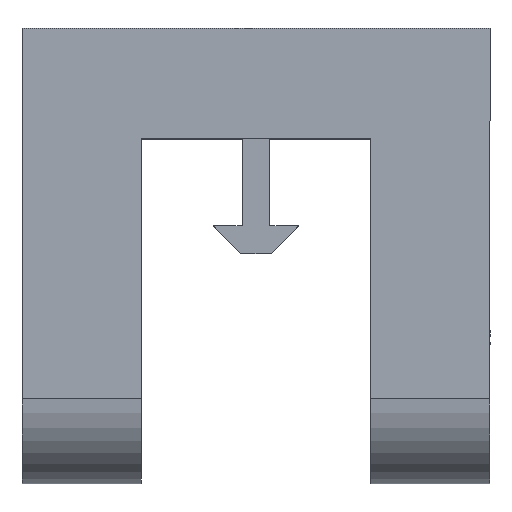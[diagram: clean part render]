
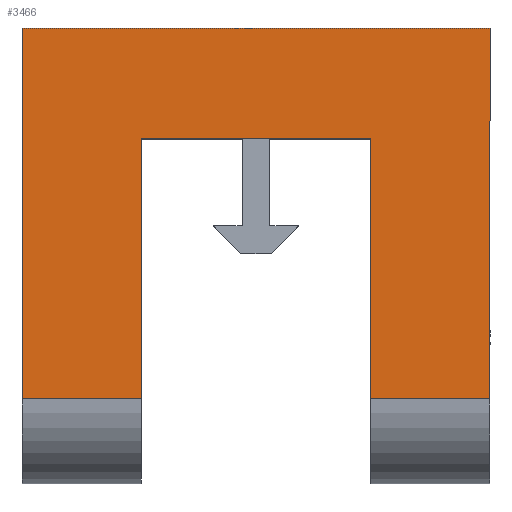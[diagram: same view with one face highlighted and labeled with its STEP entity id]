
A CAD part, top view. The second image highlights one B-rep face of the part: STEP entity #3466.
In plain terms, the highlighted planar face has unit normal (0, 0, 1).
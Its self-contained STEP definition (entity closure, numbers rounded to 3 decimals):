
#232=PLANE('',#3679);
#290=FACE_OUTER_BOUND('',#481,.T.);
#481=EDGE_LOOP('',(#2342,#2343,#2344,#2345,#2346,#2347,#2348,#2349));
#695=LINE('',#4831,#970);
#696=LINE('',#4833,#971);
#697=LINE('',#4835,#972);
#698=LINE('',#4837,#973);
#699=LINE('',#4839,#974);
#700=LINE('',#4841,#975);
#701=LINE('',#4843,#976);
#702=LINE('',#4844,#977);
#970=VECTOR('',#4009,10.);
#971=VECTOR('',#4010,10.);
#972=VECTOR('',#4011,10.);
#973=VECTOR('',#4012,10.);
#974=VECTOR('',#4013,10.);
#975=VECTOR('',#4014,10.);
#976=VECTOR('',#4015,10.);
#977=VECTOR('',#4016,10.);
#1387=VERTEX_POINT('',#4829);
#1388=VERTEX_POINT('',#4830);
#1389=VERTEX_POINT('',#4832);
#1390=VERTEX_POINT('',#4834);
#1391=VERTEX_POINT('',#4836);
#1392=VERTEX_POINT('',#4838);
#1393=VERTEX_POINT('',#4840);
#1394=VERTEX_POINT('',#4842);
#1765=EDGE_CURVE('',#1387,#1388,#695,.T.);
#1766=EDGE_CURVE('',#1389,#1388,#696,.T.);
#1767=EDGE_CURVE('',#1389,#1390,#697,.T.);
#1768=EDGE_CURVE('',#1391,#1390,#698,.T.);
#1769=EDGE_CURVE('',#1391,#1392,#699,.T.);
#1770=EDGE_CURVE('',#1393,#1392,#700,.T.);
#1771=EDGE_CURVE('',#1393,#1394,#701,.T.);
#1772=EDGE_CURVE('',#1394,#1387,#702,.T.);
#2342=ORIENTED_EDGE('',*,*,#1765,.T.);
#2343=ORIENTED_EDGE('',*,*,#1766,.F.);
#2344=ORIENTED_EDGE('',*,*,#1767,.T.);
#2345=ORIENTED_EDGE('',*,*,#1768,.F.);
#2346=ORIENTED_EDGE('',*,*,#1769,.T.);
#2347=ORIENTED_EDGE('',*,*,#1770,.F.);
#2348=ORIENTED_EDGE('',*,*,#1771,.T.);
#2349=ORIENTED_EDGE('',*,*,#1772,.T.);
#3466=ADVANCED_FACE('',(#290),#232,.T.);
#3679=AXIS2_PLACEMENT_3D('',#4828,#4007,#4008);
#4007=DIRECTION('center_axis',(0.,0.,1.));
#4008=DIRECTION('ref_axis',(0.,1.,0.));
#4009=DIRECTION('',(0.,-1.,0.));
#4010=DIRECTION('',(-1.,0.,0.));
#4011=DIRECTION('',(0.,1.,0.));
#4012=DIRECTION('',(1.,0.,0.));
#4013=DIRECTION('',(0.,-1.,0.));
#4014=DIRECTION('',(-1.,0.,0.));
#4015=DIRECTION('',(0.,1.,0.));
#4016=DIRECTION('',(1.,0.,0.));
#4828=CARTESIAN_POINT('Origin',(-45.133,-17.301,18.4));
#4829=CARTESIAN_POINT('',(-19.133,13.25,18.4));
#4830=CARTESIAN_POINT('',(-19.133,-17.301,18.4));
#4831=CARTESIAN_POINT('',(-19.133,-6.413,18.4));
#4832=CARTESIAN_POINT('',(-5.133,-17.301,18.4));
#4833=CARTESIAN_POINT('',(-4.133,-17.301,18.4));
#4834=CARTESIAN_POINT('',(-5.133,26.25,18.4));
#4835=CARTESIAN_POINT('',(-5.133,-6.413,18.4));
#4836=CARTESIAN_POINT('',(-60.133,26.25,18.4));
#4837=CARTESIAN_POINT('',(-45.133,26.25,18.4));
#4838=CARTESIAN_POINT('',(-60.133,-17.301,18.4));
#4839=CARTESIAN_POINT('',(-60.133,-6.413,18.4));
#4840=CARTESIAN_POINT('',(-46.133,-17.301,18.4));
#4841=CARTESIAN_POINT('',(-45.133,-17.301,18.4));
#4842=CARTESIAN_POINT('',(-46.133,13.25,18.4));
#4843=CARTESIAN_POINT('',(-46.133,-2.526,18.4));
#4844=CARTESIAN_POINT('',(-45.133,13.25,18.4));
